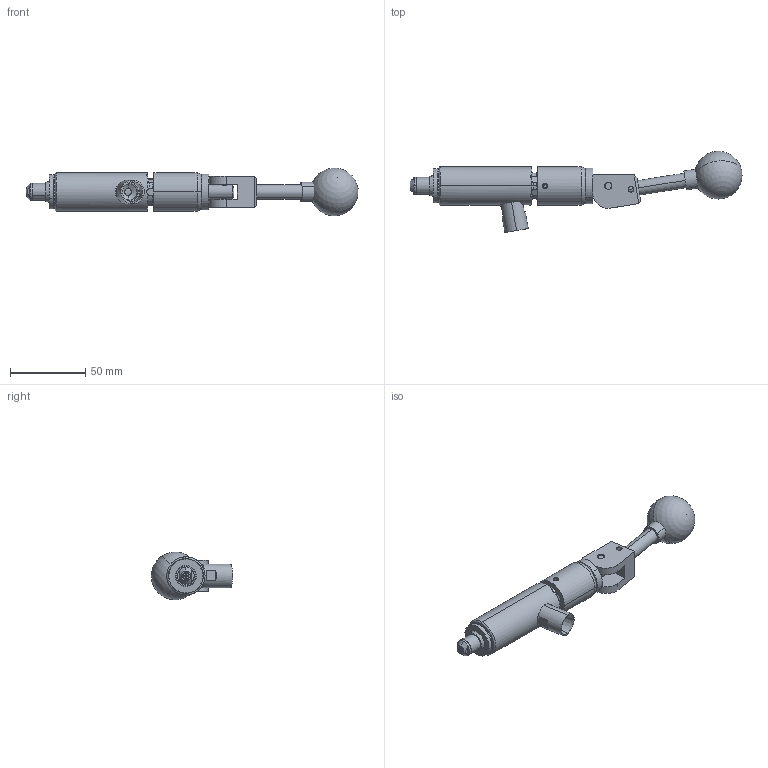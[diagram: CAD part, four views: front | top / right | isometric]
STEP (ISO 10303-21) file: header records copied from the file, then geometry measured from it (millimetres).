
FILE_DESCRIPTION (( 'STEP AP214' ), '1' );
FILE_NAME ('CTSC-003814.STEP', '2025-06-16T11:40:58', ( '' ), ( '' ), 'SwSTEP 2.0', 'SolidWorks 2023', '' );
FILE_SCHEMA (( 'AUTOMOTIVE_DESIGN' ));
Length unit declared in the file: inch
Products named in the file (1): CTSC-003814
Bounding box: 220.63 x 54.02 x 31.66 mm (x, y, z)
Volume: 84152.6 mm3; surface area: 26055.5 mm2
Topology: 9 solids, 9 shells, 311 faces, 760 edges, 485 vertices
Faces by surface type: cylinder 124, plane 116, cone 53, torus 9, sphere 6, bspline 3
Entity records: 14463 total; most frequent: CARTESIAN_POINT 3202, DIRECTION 1550, ORIENTED_EDGE 1506, EDGE_CURVE 753, AXIS2_PLACEMENT_3D 617, VERTEX_POINT 482, EDGE_LOOP 353, LINE 316
